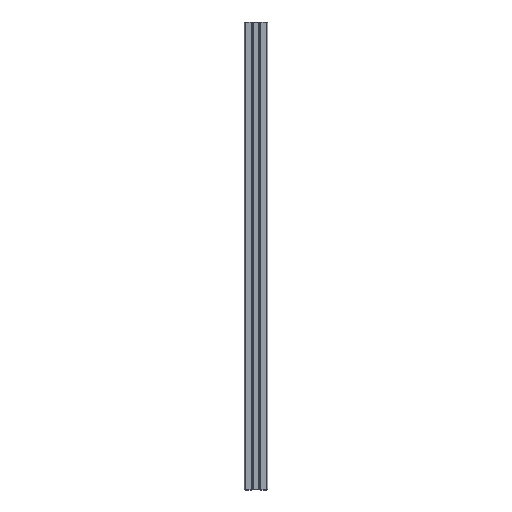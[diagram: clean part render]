
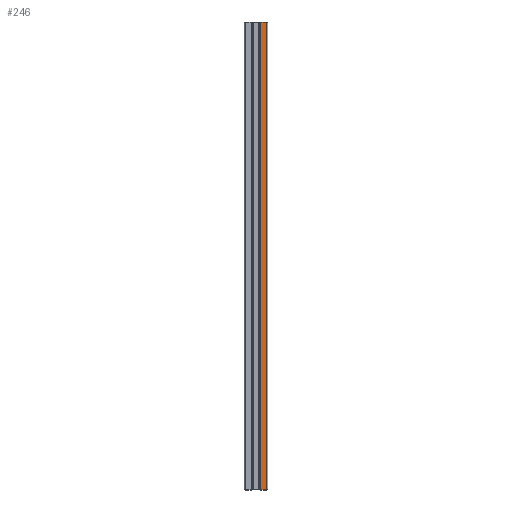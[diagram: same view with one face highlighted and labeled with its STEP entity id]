
A CAD part, top view. The second image highlights one B-rep face of the part: STEP entity #246.
In plain terms, the highlighted planar face has unit normal (0, 0, 1).
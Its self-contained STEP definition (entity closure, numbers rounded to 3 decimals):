
#246=ADVANCED_FACE('',(#883),#885,.T.);
#883=FACE_BOUND('',#884,.T.);
#884=EDGE_LOOP('',(#1478,#1479,#1480,#1481));
#885=PLANE('',#886);
#886=AXIS2_PLACEMENT_3D('',#887,#888,#889);
#887=CARTESIAN_POINT('',(-5.9,0.,20.));
#888=DIRECTION('',(0.,0.,1.));
#889=DIRECTION('',(1.,0.,0.));
#1478=ORIENTED_EDGE('',*,*,#1709,.T.);
#1479=ORIENTED_EDGE('',*,*,#1855,.T.);
#1480=ORIENTED_EDGE('',*,*,#1815,.F.);
#1481=ORIENTED_EDGE('',*,*,#1856,.F.);
#1709=EDGE_CURVE('',#1947,#1945,#1948,.T.);
#1815=EDGE_CURVE('',#2157,#2159,#2160,.T.);
#1855=EDGE_CURVE('',#1945,#2159,#2219,.T.);
#1856=EDGE_CURVE('',#1947,#2157,#2220,.T.);
#1945=VERTEX_POINT('',#2348);
#1947=VERTEX_POINT('',#2353);
#1948=LINE('',#2354,#2355);
#2157=VERTEX_POINT('',#2790);
#2159=VERTEX_POINT('',#2794);
#2160=LINE('',#2795,#2796);
#2219=LINE('',#2939,#2940);
#2220=LINE('',#2942,#2943);
#2348=CARTESIAN_POINT('',(-1.5,0.,20.));
#2353=CARTESIAN_POINT('',(-5.9,0.,20.));
#2354=CARTESIAN_POINT('',(-5.9,0.,20.));
#2355=VECTOR('',#2356,1.);
#2356=DIRECTION('',(1.,0.,0.));
#2790=CARTESIAN_POINT('',(-5.9,390.,20.));
#2794=CARTESIAN_POINT('',(-1.5,390.,20.));
#2795=CARTESIAN_POINT('',(-5.9,390.,20.));
#2796=VECTOR('',#2797,1.);
#2797=DIRECTION('',(1.,0.,0.));
#2939=CARTESIAN_POINT('',(-1.5,0.,20.));
#2940=VECTOR('',#2941,1.);
#2941=DIRECTION('',(0.,1.,0.));
#2942=CARTESIAN_POINT('',(-5.9,0.,20.));
#2943=VECTOR('',#2944,1.);
#2944=DIRECTION('',(0.,1.,0.));
